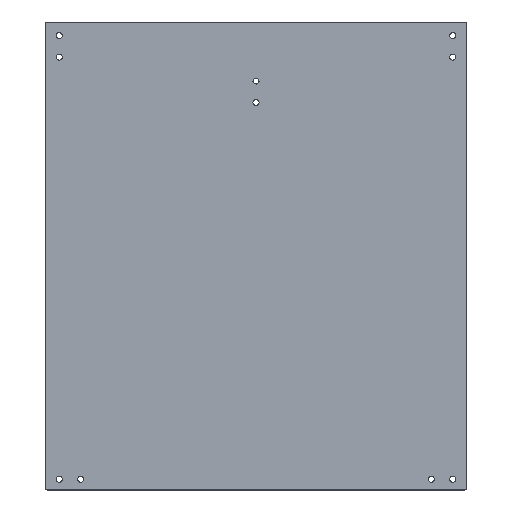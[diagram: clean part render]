
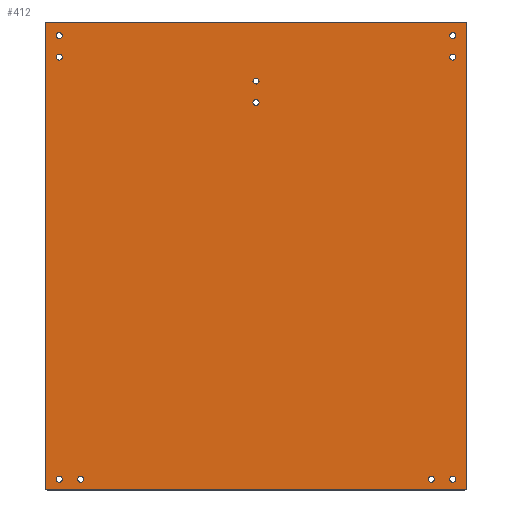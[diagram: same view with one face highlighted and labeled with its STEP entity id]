
A CAD part, top view. The second image highlights one B-rep face of the part: STEP entity #412.
In plain terms, the highlighted planar face has unit normal (0, 0, 1).
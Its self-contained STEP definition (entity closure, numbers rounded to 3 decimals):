
#25=FACE_BOUND('',#91,.T.);
#26=FACE_BOUND('',#92,.T.);
#27=FACE_BOUND('',#93,.T.);
#28=FACE_BOUND('',#94,.T.);
#29=FACE_BOUND('',#95,.T.);
#30=FACE_BOUND('',#96,.T.);
#31=FACE_BOUND('',#97,.T.);
#32=FACE_BOUND('',#98,.T.);
#33=FACE_BOUND('',#99,.T.);
#34=FACE_BOUND('',#100,.T.);
#40=PLANE('',#474);
#60=FACE_OUTER_BOUND('',#90,.T.);
#90=EDGE_LOOP('',(#361,#362,#363,#364,#365,#366,#367,#368));
#91=EDGE_LOOP('',(#369));
#92=EDGE_LOOP('',(#370));
#93=EDGE_LOOP('',(#371));
#94=EDGE_LOOP('',(#372));
#95=EDGE_LOOP('',(#373));
#96=EDGE_LOOP('',(#374));
#97=EDGE_LOOP('',(#375));
#98=EDGE_LOOP('',(#376));
#99=EDGE_LOOP('',(#377));
#100=EDGE_LOOP('',(#378));
#105=LINE('',#614,#131);
#111=LINE('',#654,#137);
#114=LINE('',#662,#140);
#126=LINE('',#708,#152);
#131=VECTOR('',#489,10.);
#137=VECTOR('',#529,10.);
#140=VECTOR('',#538,10.);
#152=VECTOR('',#596,10.);
#153=CIRCLE('',#428,2.);
#168=CIRCLE('',#446,2.);
#169=CIRCLE('',#449,2.);
#170=CIRCLE('',#452,2.);
#171=CIRCLE('',#454,4.2);
#172=CIRCLE('',#456,4.2);
#173=CIRCLE('',#458,4.2);
#174=CIRCLE('',#460,4.2);
#175=CIRCLE('',#462,4.2);
#176=CIRCLE('',#464,4.2);
#177=CIRCLE('',#466,4.2);
#178=CIRCLE('',#468,4.2);
#179=CIRCLE('',#470,4.2);
#180=CIRCLE('',#472,4.2);
#181=VERTEX_POINT('',#601);
#182=VERTEX_POINT('',#602);
#186=VERTEX_POINT('',#612);
#202=VERTEX_POINT('',#648);
#203=VERTEX_POINT('',#652);
#204=VERTEX_POINT('',#656);
#205=VERTEX_POINT('',#660);
#206=VERTEX_POINT('',#664);
#207=VERTEX_POINT('',#668);
#208=VERTEX_POINT('',#672);
#209=VERTEX_POINT('',#676);
#210=VERTEX_POINT('',#680);
#211=VERTEX_POINT('',#684);
#212=VERTEX_POINT('',#688);
#213=VERTEX_POINT('',#692);
#214=VERTEX_POINT('',#696);
#215=VERTEX_POINT('',#700);
#216=VERTEX_POINT('',#704);
#217=EDGE_CURVE('',#181,#182,#153,.T.);
#223=EDGE_CURVE('',#181,#186,#105,.F.);
#240=EDGE_CURVE('',#202,#186,#168,.T.);
#243=EDGE_CURVE('',#202,#203,#111,.T.);
#244=EDGE_CURVE('',#204,#203,#169,.T.);
#247=EDGE_CURVE('',#204,#205,#114,.T.);
#248=EDGE_CURVE('',#206,#205,#170,.T.);
#251=EDGE_CURVE('',#207,#207,#171,.T.);
#253=EDGE_CURVE('',#208,#208,#172,.T.);
#255=EDGE_CURVE('',#209,#209,#173,.T.);
#257=EDGE_CURVE('',#210,#210,#174,.T.);
#259=EDGE_CURVE('',#211,#211,#175,.T.);
#261=EDGE_CURVE('',#212,#212,#176,.T.);
#263=EDGE_CURVE('',#213,#213,#177,.T.);
#265=EDGE_CURVE('',#214,#214,#178,.T.);
#267=EDGE_CURVE('',#215,#215,#179,.T.);
#269=EDGE_CURVE('',#216,#216,#180,.T.);
#270=EDGE_CURVE('',#206,#182,#126,.T.);
#361=ORIENTED_EDGE('',*,*,#217,.F.);
#362=ORIENTED_EDGE('',*,*,#223,.T.);
#363=ORIENTED_EDGE('',*,*,#240,.F.);
#364=ORIENTED_EDGE('',*,*,#243,.T.);
#365=ORIENTED_EDGE('',*,*,#244,.F.);
#366=ORIENTED_EDGE('',*,*,#247,.T.);
#367=ORIENTED_EDGE('',*,*,#248,.F.);
#368=ORIENTED_EDGE('',*,*,#270,.T.);
#369=ORIENTED_EDGE('',*,*,#251,.T.);
#370=ORIENTED_EDGE('',*,*,#253,.T.);
#371=ORIENTED_EDGE('',*,*,#255,.T.);
#372=ORIENTED_EDGE('',*,*,#257,.T.);
#373=ORIENTED_EDGE('',*,*,#259,.T.);
#374=ORIENTED_EDGE('',*,*,#261,.T.);
#375=ORIENTED_EDGE('',*,*,#263,.T.);
#376=ORIENTED_EDGE('',*,*,#265,.T.);
#377=ORIENTED_EDGE('',*,*,#267,.T.);
#378=ORIENTED_EDGE('',*,*,#269,.T.);
#412=ADVANCED_FACE('',(#60,#25,#26,#27,#28,#29,#30,#31,#32,#33,#34),#40,
 .T.);
#428=AXIS2_PLACEMENT_3D('',#603,#479,#480);
#446=AXIS2_PLACEMENT_3D('',#649,#523,#524);
#449=AXIS2_PLACEMENT_3D('',#657,#532,#533);
#452=AXIS2_PLACEMENT_3D('',#665,#541,#542);
#454=AXIS2_PLACEMENT_3D('',#670,#547,#548);
#456=AXIS2_PLACEMENT_3D('',#674,#552,#553);
#458=AXIS2_PLACEMENT_3D('',#678,#557,#558);
#460=AXIS2_PLACEMENT_3D('',#682,#562,#563);
#462=AXIS2_PLACEMENT_3D('',#686,#567,#568);
#464=AXIS2_PLACEMENT_3D('',#690,#572,#573);
#466=AXIS2_PLACEMENT_3D('',#694,#577,#578);
#468=AXIS2_PLACEMENT_3D('',#698,#582,#583);
#470=AXIS2_PLACEMENT_3D('',#702,#587,#588);
#472=AXIS2_PLACEMENT_3D('',#706,#592,#593);
#474=AXIS2_PLACEMENT_3D('',#709,#597,#598);
#479=DIRECTION('center_axis',(0.,0.,-1.));
#480=DIRECTION('ref_axis',(0.707,0.707,0.));
#489=DIRECTION('',(1.,0.,0.));
#523=DIRECTION('center_axis',(0.,0.,-1.));
#524=DIRECTION('ref_axis',(-0.707,0.707,0.));
#529=DIRECTION('',(0.,-1.,0.));
#532=DIRECTION('center_axis',(0.,0.,-1.));
#533=DIRECTION('ref_axis',(-0.707,-0.707,0.));
#538=DIRECTION('',(1.,0.,0.));
#541=DIRECTION('center_axis',(0.,0.,-1.));
#542=DIRECTION('ref_axis',(0.707,-0.707,0.));
#547=DIRECTION('center_axis',(0.,0.,-1.));
#548=DIRECTION('ref_axis',(-1.,0.,0.));
#552=DIRECTION('center_axis',(0.,0.,-1.));
#553=DIRECTION('ref_axis',(-1.,0.,0.));
#557=DIRECTION('center_axis',(0.,0.,-1.));
#558=DIRECTION('ref_axis',(-1.,0.,0.));
#562=DIRECTION('center_axis',(0.,0.,-1.));
#563=DIRECTION('ref_axis',(-1.,0.,0.));
#567=DIRECTION('center_axis',(0.,0.,-1.));
#568=DIRECTION('ref_axis',(-1.,0.,0.));
#572=DIRECTION('center_axis',(0.,0.,-1.));
#573=DIRECTION('ref_axis',(-1.,0.,0.));
#577=DIRECTION('center_axis',(0.,0.,-1.));
#578=DIRECTION('ref_axis',(-1.,0.,0.));
#582=DIRECTION('center_axis',(0.,0.,-1.));
#583=DIRECTION('ref_axis',(-1.,0.,0.));
#587=DIRECTION('center_axis',(0.,0.,-1.));
#588=DIRECTION('ref_axis',(-1.,0.,0.));
#592=DIRECTION('center_axis',(0.,0.,-1.));
#593=DIRECTION('ref_axis',(-1.,0.,0.));
#596=DIRECTION('',(0.,1.,0.));
#597=DIRECTION('center_axis',(0.,0.,1.));
#598=DIRECTION('ref_axis',(1.,0.,0.));
#601=CARTESIAN_POINT('',(292.,326.5,10.));
#602=CARTESIAN_POINT('',(294.,324.5,10.));
#603=CARTESIAN_POINT('Origin',(292.,324.5,10.));
#612=CARTESIAN_POINT('',(-292.,326.5,10.));
#614=CARTESIAN_POINT('',(147.,326.5,10.));
#648=CARTESIAN_POINT('',(-294.,324.5,10.));
#649=CARTESIAN_POINT('Origin',(-292.,324.5,10.));
#652=CARTESIAN_POINT('',(-294.,-325.5,10.));
#654=CARTESIAN_POINT('',(-294.,-327.5,10.));
#656=CARTESIAN_POINT('',(-292.,-327.5,10.));
#657=CARTESIAN_POINT('Origin',(-292.,-325.5,10.));
#660=CARTESIAN_POINT('',(292.,-327.5,10.));
#662=CARTESIAN_POINT('',(294.,-327.5,10.));
#664=CARTESIAN_POINT('',(294.,-325.5,10.));
#665=CARTESIAN_POINT('Origin',(292.,-325.5,10.));
#668=CARTESIAN_POINT('',(-240.8,-312.5,10.));
#670=CARTESIAN_POINT('Origin',(-245.,-312.5,10.));
#672=CARTESIAN_POINT('',(279.2,-312.5,10.));
#674=CARTESIAN_POINT('Origin',(275.,-312.5,10.));
#676=CARTESIAN_POINT('',(279.2,277.5,10.));
#678=CARTESIAN_POINT('Origin',(275.,277.5,10.));
#680=CARTESIAN_POINT('',(4.2,214.,10.));
#682=CARTESIAN_POINT('Origin',(0.,214.,10.));
#684=CARTESIAN_POINT('',(-270.8,277.5,10.));
#686=CARTESIAN_POINT('Origin',(-275.,277.5,10.));
#688=CARTESIAN_POINT('',(-270.8,307.5,10.));
#690=CARTESIAN_POINT('Origin',(-275.,307.5,10.));
#692=CARTESIAN_POINT('',(4.2,244.,10.));
#694=CARTESIAN_POINT('Origin',(0.,244.,10.));
#696=CARTESIAN_POINT('',(279.2,307.5,10.));
#698=CARTESIAN_POINT('Origin',(275.,307.5,10.));
#700=CARTESIAN_POINT('',(249.2,-312.5,10.));
#702=CARTESIAN_POINT('Origin',(245.,-312.5,10.));
#704=CARTESIAN_POINT('',(-270.8,-312.5,10.));
#706=CARTESIAN_POINT('Origin',(-275.,-312.5,10.));
#708=CARTESIAN_POINT('',(294.,327.5,10.));
#709=CARTESIAN_POINT('Origin',(0.,0.,
10.));
